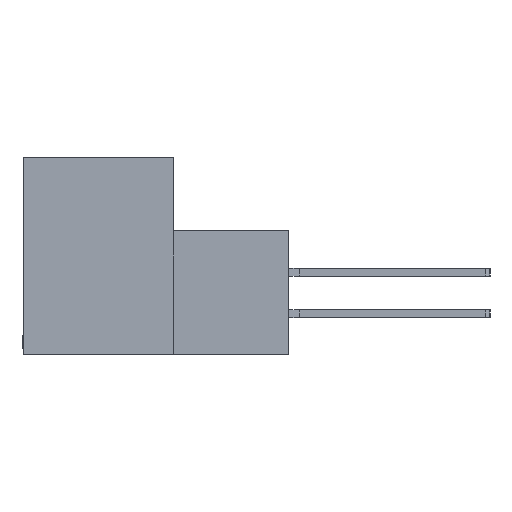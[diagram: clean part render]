
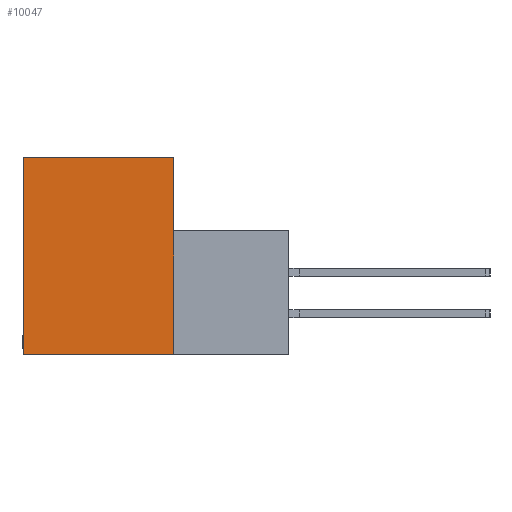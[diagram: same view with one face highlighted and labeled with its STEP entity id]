
A CAD part, left-side view. The second image highlights one B-rep face of the part: STEP entity #10047.
In plain terms, the highlighted planar face has unit normal (-1, 0, 0).
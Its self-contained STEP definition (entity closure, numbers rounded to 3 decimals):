
#4511 = VECTOR ( 'NONE', #23149, 1000. ) ;
#4775 = LINE ( 'NONE', #8624, #44281 ) ;
#7411 = EDGE_CURVE ( 'NONE', #44728, #24415, #4775, .T. ) ;
#8327 = VERTEX_POINT ( 'NONE', #50653 ) ;
#8624 = CARTESIAN_POINT ( 'NONE',  ( 0., 0., 0. ) ) ;
#8960 = CARTESIAN_POINT ( 'NONE',  ( 0., 0., -15.088 ) ) ;
#10047 = ADVANCED_FACE ( 'NONE', ( #20529 ), #16109, .F. ) ;
#10543 = VECTOR ( 'NONE', #27860, 1000. ) ;
#14318 = ORIENTED_EDGE ( 'NONE', *, *, #44125, .F. ) ;
#16109 = PLANE ( 'NONE',  #36216 ) ;
#16113 = CARTESIAN_POINT ( 'NONE',  ( 0., 11.506, 0. ) ) ;
#18863 = VERTEX_POINT ( 'NONE', #16113 ) ;
#19389 = CARTESIAN_POINT ( 'NONE',  ( 0., 11.506, -15.088 ) ) ;
#19678 = CARTESIAN_POINT ( 'NONE',  ( 0., 11.506, 0. ) ) ;
#20529 = FACE_OUTER_BOUND ( 'NONE', #28539, .T. ) ;
#23149 = DIRECTION ( 'NONE',  ( 0., -1., 0. ) ) ;
#23438 = EDGE_CURVE ( 'NONE', #24415, #8327, #46270, .T. ) ;
#23496 = LINE ( 'NONE', #19389, #10543 ) ;
#24096 = DIRECTION ( 'NONE',  ( 1., 0., 0. ) ) ;
#24260 = DIRECTION ( 'NONE',  ( 0., 0., -1. ) ) ;
#24415 = VERTEX_POINT ( 'NONE', #8960 ) ;
#26733 = CARTESIAN_POINT ( 'NONE',  ( 0., 0., 0. ) ) ;
#26883 = ORIENTED_EDGE ( 'NONE', *, *, #23438, .F. ) ;
#27860 = DIRECTION ( 'NONE',  ( 0., 0., 1. ) ) ;
#28539 = EDGE_LOOP ( 'NONE', ( #26883, #38120, #14318, #30547 ) ) ;
#28543 = LINE ( 'NONE', #19678, #4511 ) ;
#28628 = DIRECTION ( 'NONE',  ( 0., 0., -1. ) ) ;
#30547 = ORIENTED_EDGE ( 'NONE', *, *, #40014, .F. ) ;
#36216 = AXIS2_PLACEMENT_3D ( 'NONE', #47764, #24096, #24260 ) ;
#38120 = ORIENTED_EDGE ( 'NONE', *, *, #7411, .F. ) ;
#40014 = EDGE_CURVE ( 'NONE', #8327, #18863, #23496, .T. ) ;
#41538 = CARTESIAN_POINT ( 'NONE',  ( 0., -8.814, -15.088 ) ) ;
#44125 = EDGE_CURVE ( 'NONE', #18863, #44728, #28543, .T. ) ;
#44281 = VECTOR ( 'NONE', #28628, 1000. ) ;
#44728 = VERTEX_POINT ( 'NONE', #26733 ) ;
#46270 = LINE ( 'NONE', #41538, #51213 ) ;
#47764 = CARTESIAN_POINT ( 'NONE',  ( 0., 0., 0. ) ) ;
#48978 = DIRECTION ( 'NONE',  ( 0., 1., 0. ) ) ;
#50653 = CARTESIAN_POINT ( 'NONE',  ( 0., 11.506, -15.088 ) ) ;
#51213 = VECTOR ( 'NONE', #48978, 1000. ) ;
